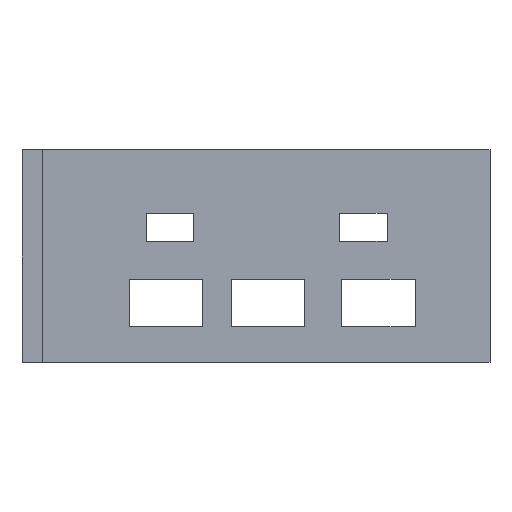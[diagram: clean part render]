
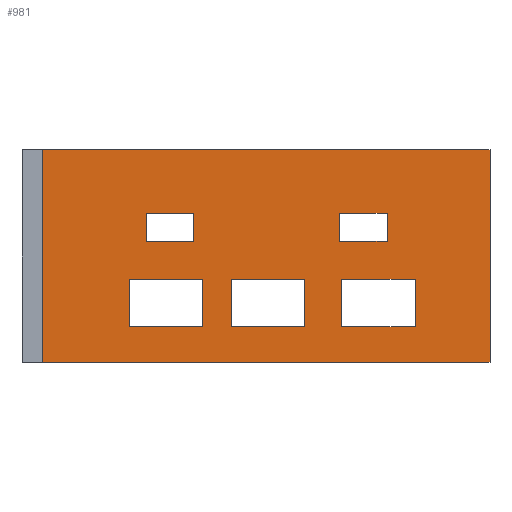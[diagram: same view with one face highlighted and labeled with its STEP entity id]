
A CAD part, left-side view. The second image highlights one B-rep face of the part: STEP entity #981.
In plain terms, the highlighted planar face has unit normal (-1, 0, 0).
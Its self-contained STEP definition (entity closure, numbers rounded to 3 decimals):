
#17=FACE_BOUND('',#109,.T.);
#18=FACE_BOUND('',#110,.T.);
#19=FACE_BOUND('',#111,.T.);
#20=FACE_BOUND('',#112,.T.);
#21=FACE_BOUND('',#113,.T.);
#57=FACE_OUTER_BOUND('',#108,.T.);
#108=EDGE_LOOP('',(#708,#709,#710,#711));
#109=EDGE_LOOP('',(#712,#713,#714,#715));
#110=EDGE_LOOP('',(#716,#717,#718,#719));
#111=EDGE_LOOP('',(#720,#721,#722,#723));
#112=EDGE_LOOP('',(#724,#725,#726,#727));
#113=EDGE_LOOP('',(#728,#729,#730,#731));
#157=LINE('',#1328,#287);
#163=LINE('',#1346,#293);
#166=LINE('',#1352,#296);
#171=LINE('',#1363,#301);
#175=LINE('',#1370,#305);
#178=LINE('',#1376,#308);
#194=LINE('',#1415,#324);
#197=LINE('',#1420,#327);
#200=LINE('',#1425,#330);
#202=LINE('',#1430,#332);
#203=LINE('',#1431,#333);
#204=LINE('',#1432,#334);
#205=LINE('',#1435,#335);
#206=LINE('',#1437,#336);
#207=LINE('',#1439,#337);
#208=LINE('',#1440,#338);
#209=LINE('',#1443,#339);
#210=LINE('',#1445,#340);
#211=LINE('',#1447,#341);
#212=LINE('',#1448,#342);
#213=LINE('',#1451,#343);
#214=LINE('',#1453,#344);
#215=LINE('',#1455,#345);
#216=LINE('',#1456,#346);
#287=VECTOR('',#1080,10.);
#293=VECTOR('',#1096,10.);
#296=VECTOR('',#1101,10.);
#301=VECTOR('',#1108,10.);
#305=VECTOR('',#1114,10.);
#308=VECTOR('',#1119,10.);
#324=VECTOR('',#1149,10.);
#327=VECTOR('',#1154,10.);
#330=VECTOR('',#1159,10.);
#332=VECTOR('',#1163,10.);
#333=VECTOR('',#1164,10.);
#334=VECTOR('',#1165,10.);
#335=VECTOR('',#1166,10.);
#336=VECTOR('',#1167,10.);
#337=VECTOR('',#1168,10.);
#338=VECTOR('',#1169,10.);
#339=VECTOR('',#1170,10.);
#340=VECTOR('',#1171,10.);
#341=VECTOR('',#1172,10.);
#342=VECTOR('',#1173,10.);
#343=VECTOR('',#1174,10.);
#344=VECTOR('',#1175,10.);
#345=VECTOR('',#1176,10.);
#346=VECTOR('',#1177,10.);
#417=VERTEX_POINT('',#1325);
#418=VERTEX_POINT('',#1327);
#424=VERTEX_POINT('',#1343);
#425=VERTEX_POINT('',#1345);
#427=VERTEX_POINT('',#1351);
#431=VERTEX_POINT('',#1360);
#432=VERTEX_POINT('',#1362);
#434=VERTEX_POINT('',#1368);
#436=VERTEX_POINT('',#1374);
#452=VERTEX_POINT('',#1414);
#455=VERTEX_POINT('',#1428);
#456=VERTEX_POINT('',#1429);
#457=VERTEX_POINT('',#1433);
#458=VERTEX_POINT('',#1434);
#459=VERTEX_POINT('',#1436);
#460=VERTEX_POINT('',#1438);
#461=VERTEX_POINT('',#1441);
#462=VERTEX_POINT('',#1442);
#463=VERTEX_POINT('',#1444);
#464=VERTEX_POINT('',#1446);
#465=VERTEX_POINT('',#1449);
#466=VERTEX_POINT('',#1450);
#467=VERTEX_POINT('',#1452);
#468=VERTEX_POINT('',#1454);
#509=EDGE_CURVE('',#417,#418,#157,.T.);
#517=EDGE_CURVE('',#425,#424,#163,.T.);
#520=EDGE_CURVE('',#427,#425,#166,.T.);
#525=EDGE_CURVE('',#432,#431,#171,.T.);
#529=EDGE_CURVE('',#431,#434,#175,.T.);
#532=EDGE_CURVE('',#424,#436,#178,.T.);
#550=EDGE_CURVE('',#452,#432,#194,.T.);
#553=EDGE_CURVE('',#434,#452,#197,.T.);
#556=EDGE_CURVE('',#436,#427,#200,.T.);
#558=EDGE_CURVE('',#455,#456,#202,.T.);
#559=EDGE_CURVE('',#418,#455,#203,.T.);
#560=EDGE_CURVE('',#456,#417,#204,.T.);
#561=EDGE_CURVE('',#457,#458,#205,.T.);
#562=EDGE_CURVE('',#459,#458,#206,.T.);
#563=EDGE_CURVE('',#459,#460,#207,.T.);
#564=EDGE_CURVE('',#460,#457,#208,.T.);
#565=EDGE_CURVE('',#461,#462,#209,.T.);
#566=EDGE_CURVE('',#463,#462,#210,.T.);
#567=EDGE_CURVE('',#463,#464,#211,.T.);
#568=EDGE_CURVE('',#464,#461,#212,.T.);
#569=EDGE_CURVE('',#465,#466,#213,.T.);
#570=EDGE_CURVE('',#467,#466,#214,.T.);
#571=EDGE_CURVE('',#467,#468,#215,.T.);
#572=EDGE_CURVE('',#468,#465,#216,.T.);
#708=ORIENTED_EDGE('',*,*,#558,.F.);
#709=ORIENTED_EDGE('',*,*,#559,.F.);
#710=ORIENTED_EDGE('',*,*,#509,.F.);
#711=ORIENTED_EDGE('',*,*,#560,.F.);
#712=ORIENTED_EDGE('',*,*,#561,.T.);
#713=ORIENTED_EDGE('',*,*,#562,.F.);
#714=ORIENTED_EDGE('',*,*,#563,.T.);
#715=ORIENTED_EDGE('',*,*,#564,.T.);
#716=ORIENTED_EDGE('',*,*,#565,.T.);
#717=ORIENTED_EDGE('',*,*,#566,.F.);
#718=ORIENTED_EDGE('',*,*,#567,.T.);
#719=ORIENTED_EDGE('',*,*,#568,.T.);
#720=ORIENTED_EDGE('',*,*,#569,.T.);
#721=ORIENTED_EDGE('',*,*,#570,.F.);
#722=ORIENTED_EDGE('',*,*,#571,.T.);
#723=ORIENTED_EDGE('',*,*,#572,.T.);
#724=ORIENTED_EDGE('',*,*,#532,.T.);
#725=ORIENTED_EDGE('',*,*,#556,.T.);
#726=ORIENTED_EDGE('',*,*,#520,.T.);
#727=ORIENTED_EDGE('',*,*,#517,.T.);
#728=ORIENTED_EDGE('',*,*,#529,.T.);
#729=ORIENTED_EDGE('',*,*,#553,.T.);
#730=ORIENTED_EDGE('',*,*,#550,.T.);
#731=ORIENTED_EDGE('',*,*,#525,.T.);
#935=PLANE('',#1036);
#981=ADVANCED_FACE('',(#57,#17,#18,#19,#20,#21),#935,.T.);
#1036=AXIS2_PLACEMENT_3D('',#1427,#1161,#1162);
#1080=DIRECTION('',(0.,1.,0.));
#1096=DIRECTION('',(0.,0.,-1.));
#1101=DIRECTION('',(0.,-1.,0.));
#1108=DIRECTION('',(0.,0.,-1.));
#1114=DIRECTION('',(0.,1.,0.));
#1119=DIRECTION('',(0.,1.,0.));
#1149=DIRECTION('',(0.,-1.,0.));
#1154=DIRECTION('',(0.,0.,1.));
#1159=DIRECTION('',(0.,0.,1.));
#1161=DIRECTION('center_axis',(-1.,0.,0.));
#1162=DIRECTION('ref_axis',(0.,0.,1.));
#1163=DIRECTION('',(0.,-1.,0.));
#1164=DIRECTION('',(0.,0.,1.));
#1165=DIRECTION('',(0.,0.,-1.));
#1166=DIRECTION('',(0.,0.,-1.));
#1167=DIRECTION('',(0.,-1.,0.));
#1168=DIRECTION('',(0.,0.,1.));
#1169=DIRECTION('',(0.,-1.,0.));
#1170=DIRECTION('',(0.,0.,-1.));
#1171=DIRECTION('',(0.,-1.,0.));
#1172=DIRECTION('',(0.,0.,1.));
#1173=DIRECTION('',(0.,-1.,0.));
#1174=DIRECTION('',(0.,0.,-1.));
#1175=DIRECTION('',(0.,-1.,0.));
#1176=DIRECTION('',(0.,0.,1.));
#1177=DIRECTION('',(0.,-1.,0.));
#1325=CARTESIAN_POINT('',(3.751,13.78,-2.987));
#1327=CARTESIAN_POINT('',(3.751,80.678,-2.987));
#1328=CARTESIAN_POINT('',(3.751,79.678,-2.987));
#1343=CARTESIAN_POINT('',(3.751,29.155,15.058));
#1345=CARTESIAN_POINT('',(3.751,29.155,19.28));
#1346=CARTESIAN_POINT('',(3.751,29.155,13.968));
#1351=CARTESIAN_POINT('',(3.751,36.218,19.28));
#1352=CARTESIAN_POINT('',(3.751,38.942,19.28));
#1360=CARTESIAN_POINT('',(3.751,58.002,15.058));
#1362=CARTESIAN_POINT('',(3.751,58.002,19.28));
#1363=CARTESIAN_POINT('',(3.751,58.002,13.968));
#1368=CARTESIAN_POINT('',(3.751,65.065,15.058));
#1370=CARTESIAN_POINT('',(3.751,56.897,15.058));
#1374=CARTESIAN_POINT('',(3.751,36.218,15.058));
#1376=CARTESIAN_POINT('',(3.751,42.473,15.058));
#1414=CARTESIAN_POINT('',(3.751,65.065,19.28));
#1415=CARTESIAN_POINT('',(3.751,53.365,19.28));
#1420=CARTESIAN_POINT('',(3.751,65.065,16.079));
#1425=CARTESIAN_POINT('',(3.751,36.218,16.079));
#1427=CARTESIAN_POINT('Origin',(3.751,48.729,12.878));
#1428=CARTESIAN_POINT('',(3.751,80.678,28.717));
#1429=CARTESIAN_POINT('',(3.751,13.78,28.717));
#1430=CARTESIAN_POINT('',(3.751,14.78,28.717));
#1431=CARTESIAN_POINT('',(3.751,80.678,28.744));
#1432=CARTESIAN_POINT('',(3.751,13.78,-2.988));
#1433=CARTESIAN_POINT('',(3.751,24.944,9.36));
#1434=CARTESIAN_POINT('',(3.751,24.944,2.296));
#1435=CARTESIAN_POINT('',(3.751,24.944,10.619));
#1436=CARTESIAN_POINT('',(3.751,35.96,2.296));
#1437=CARTESIAN_POINT('',(3.751,42.094,2.296));
#1438=CARTESIAN_POINT('',(3.751,35.96,9.36));
#1439=CARTESIAN_POINT('',(3.751,35.96,7.337));
#1440=CARTESIAN_POINT('',(3.751,37.086,9.36));
#1441=CARTESIAN_POINT('',(3.751,41.414,9.36));
#1442=CARTESIAN_POINT('',(3.751,41.414,2.296));
#1443=CARTESIAN_POINT('',(3.751,41.414,10.619));
#1444=CARTESIAN_POINT('',(3.751,52.437,2.296));
#1445=CARTESIAN_POINT('',(3.751,50.333,2.296));
#1446=CARTESIAN_POINT('',(3.751,52.437,9.36));
#1447=CARTESIAN_POINT('',(3.751,52.437,7.337));
#1448=CARTESIAN_POINT('',(3.751,45.322,9.36));
#1449=CARTESIAN_POINT('',(3.751,56.684,9.361));
#1450=CARTESIAN_POINT('',(3.751,56.684,2.296));
#1451=CARTESIAN_POINT('',(3.751,56.684,10.619));
#1452=CARTESIAN_POINT('',(3.751,67.676,2.296));
#1453=CARTESIAN_POINT('',(3.751,57.953,2.296));
#1454=CARTESIAN_POINT('',(3.751,67.676,9.361));
#1455=CARTESIAN_POINT('',(3.751,67.676,7.337));
#1456=CARTESIAN_POINT('',(3.751,52.957,9.361));
